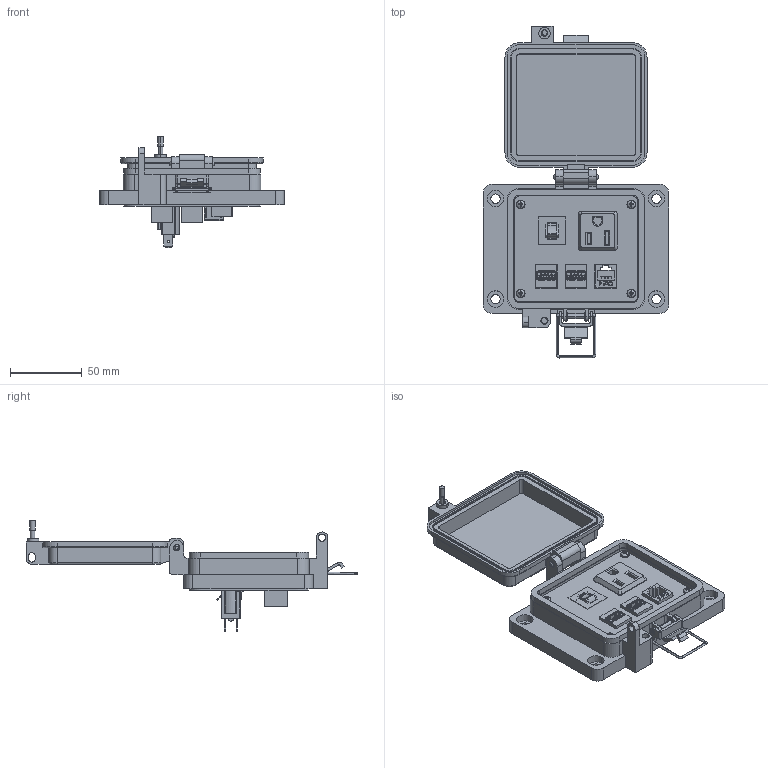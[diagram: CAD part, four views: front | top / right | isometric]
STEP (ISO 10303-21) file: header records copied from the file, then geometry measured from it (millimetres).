
FILE_DESCRIPTION (( 'STEP AP203' ), '1' );
FILE_NAME ('P-P33#2R2-K3R3_3D.STEP', '2022-11-03T16:59:39', ( '' ), ( '' ), 'SwSTEP 2.0', 'SolidWorks 2021', '' );
FILE_SCHEMA (( 'CONFIG_CONTROL_DESIGN' ));
Length unit declared in the file: millimetre
Products named in the file (17): CBX; P-P33#2R2-K3R3_BP180_1; P-P33#2R2-K3R3_FP060_1; U3C00029-MA1; R; Z-000-4243316TFP; 92005A124_METRIC PAN HEAD PHILLIPS MACHINE SCREW_92005A124; Z-CB-SM; Z-300-RJ45CAT6; R62; Z-H-K3_B; P-P33#2R2-K3R3_TP060_1; Z-200-OTLT-R0SQ; -K3; P-P33#2R2-K3R3_3D; P33; 1AA05-054_Crimped
Assembly tree (23 placements, depth 3):
  P-P33#2R2-K3R3_3D
    -K3
      Z-H-K3_B
    P-P33#2R2-K3R3_BP180_1
    P-P33#2R2-K3R3_FP060_1
    P-P33#2R2-K3R3_TP060_1
    Z-000-4243316TFP  x3
    P33  x2
      U3C00029-MA1
      1AA05-054_Crimped
    R62
      Z-300-RJ45CAT6
    R
      Z-200-OTLT-R0SQ
    CBX
      Z-CB-SM
    92005A124_METRIC PAN HEAD PHILLIPS MACHINE SCREW_92005A124  x4
Bounding box: 129 x 231.18 x 77.64 mm (x, y, z)
Volume: 197205 mm3; surface area: 137487.6 mm2
Topology: 29 solids, 29 shells, 5324 faces, 14732 edges, 9694 vertices
Faces by surface type: plane 2893, cylinder 1551, bspline 757, cone 80, torus 35, sphere 8
Entity records: 89046 total; most frequent: CARTESIAN_POINT 30509, ORIENTED_EDGE 12684, DIRECTION 10365, EDGE_CURVE 6342, VECTOR 4279, LINE 4279, VERTEX_POINT 4181, AXIS2_PLACEMENT_3D 3043
